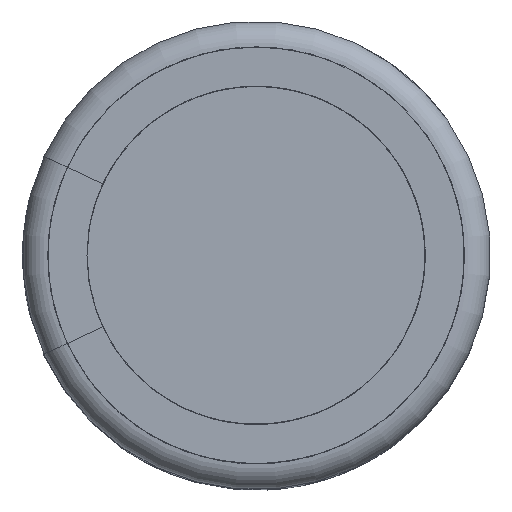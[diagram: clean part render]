
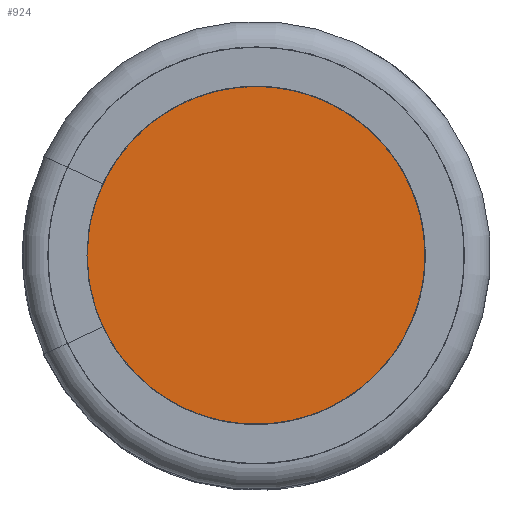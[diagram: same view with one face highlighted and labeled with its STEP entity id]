
A CAD part, top view. The second image highlights one B-rep face of the part: STEP entity #924.
In plain terms, the highlighted planar face has unit normal (0, 0, 1).
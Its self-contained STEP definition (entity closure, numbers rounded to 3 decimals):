
#924 = ADVANCED_FACE( '', ( #2175 ), #2176, .T. );
#2175 = FACE_OUTER_BOUND( '', #5241, .T. );
#2176 = PLANE( '', #5242 );
#5241 = EDGE_LOOP( '', ( #9988 ) );
#5242 = AXIS2_PLACEMENT_3D( '', #9989, #9990, #9991 );
#9988 = ORIENTED_EDGE( '', *, *, #13469, .F. );
#9989 = CARTESIAN_POINT( '', ( -3.561, 0., 7.78 ) );
#9990 = DIRECTION( '', ( 0., 0., 1. ) );
#9991 = DIRECTION( '', ( 1., 0., 0. ) );
#13469 = EDGE_CURVE( '', #15761, #15761, #15762, .T. );
#15761 = VERTEX_POINT( '', #20477 );
#15762 = CIRCLE( '', #20478, 3.561 );
#20477 = CARTESIAN_POINT( '', ( -3.561, 0., 7.78 ) );
#20478 = AXIS2_PLACEMENT_3D( '', #24458, #24459, #24460 );
#24458 = CARTESIAN_POINT( '', ( 0., 0., 7.78 ) );
#24459 = DIRECTION( '', ( 0., 0., -1. ) );
#24460 = DIRECTION( '', ( -1., 0., 0. ) );
